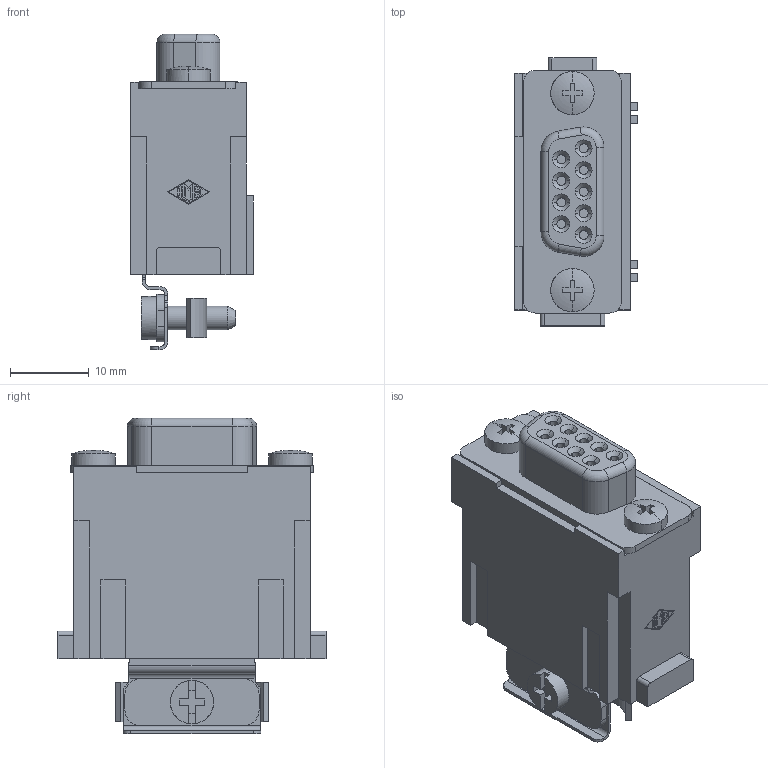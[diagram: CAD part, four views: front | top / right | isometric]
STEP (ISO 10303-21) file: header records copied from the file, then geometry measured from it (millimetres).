
FILE_DESCRIPTION(('Creo Elements/Direct Modeling STEP Export'),'2;1');
FILE_NAME('0ln7uvk527lln0a1752','2020-04-15T11:22:56',(''),(''),'Creo Elements/Direct Modeling STEP processor for AP214 (Solid Model)','Creo Elements/Direct Modeling 20.1B 02-Apr-2019 (C) Parametric Technology GmbH','');
FILE_SCHEMA(('AUTOMOTIVE_DESIGN { 1 0 10303 214 1 1 1 1 }'));
Length unit declared in the file: millimetre
Products named in the file (2): CX 01 9VF2
Assembly tree (1 placements, depth 2):
  CX 01 9VF2
    CX 01 9VF2
Bounding box: 15.6 x 34 x 40 mm (x, y, z)
Volume: 11634.6 mm3; surface area: 4853.1 mm2
Topology: 1 solids, 2 shells, 304 faces, 824 edges, 557 vertices
Faces by surface type: plane 172, cylinder 98, cone 22, torus 12
Entity records: 11706 total; most frequent: CARTESIAN_POINT 1887, ORIENTED_EDGE 1644, DIRECTION 1429, EDGE_CURVE 822, VERTEX_POINT 557, VECTOR 503, LINE 503, AXIS2_PLACEMENT_3D 463
